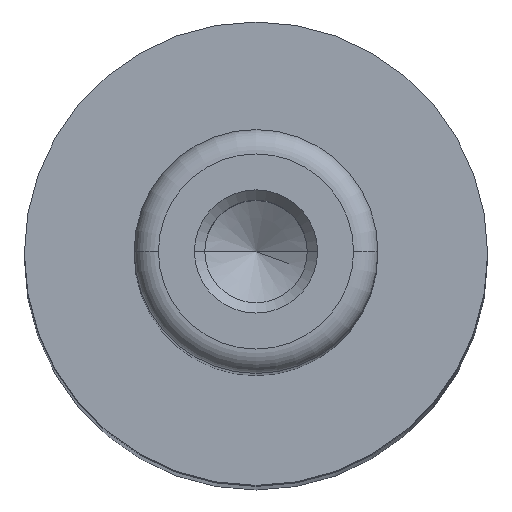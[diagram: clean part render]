
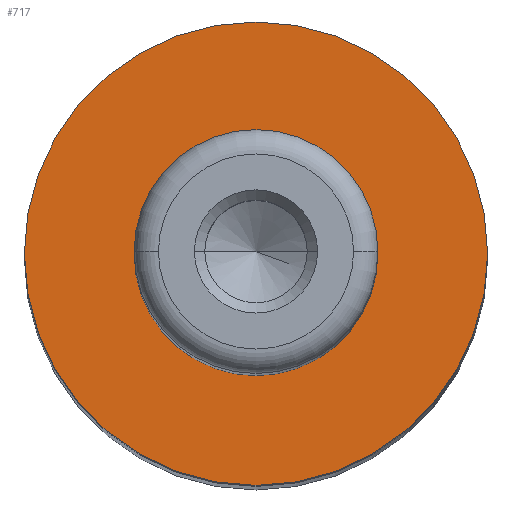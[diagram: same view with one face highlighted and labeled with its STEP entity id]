
A CAD part, top view. The second image highlights one B-rep face of the part: STEP entity #717.
In plain terms, the highlighted planar face has unit normal (0, 0, 1).
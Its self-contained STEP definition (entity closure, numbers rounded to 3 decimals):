
#11 = EDGE_CURVE ( 'NONE', #1150, #206, #494, .T. ) ;
#98 = CARTESIAN_POINT ( 'NONE',  ( 9.5, 0., 108. ) ) ;
#149 = EDGE_CURVE ( 'NONE', #206, #1150, #1029, .T. ) ;
#155 = CARTESIAN_POINT ( 'NONE',  ( 0., 0., 108. ) ) ;
#157 = DIRECTION ( 'NONE',  ( 0., 0., -1. ) ) ;
#195 = DIRECTION ( 'NONE',  ( -1., 0., 0. ) ) ;
#206 = VERTEX_POINT ( 'NONE', #504 ) ;
#230 = AXIS2_PLACEMENT_3D ( 'NONE', #804, #845, #850 ) ;
#241 = DIRECTION ( 'NONE',  ( -1., 0., 0. ) ) ;
#254 = EDGE_CURVE ( 'NONE', #429, #562, #424, .T. ) ;
#284 = AXIS2_PLACEMENT_3D ( 'NONE', #913, #386, #1003 ) ;
#306 = PLANE ( 'NONE',  #405 ) ;
#386 = DIRECTION ( 'NONE',  ( 0., 0., -1. ) ) ;
#404 = DIRECTION ( 'NONE',  ( 0., 0., 1. ) ) ;
#405 = AXIS2_PLACEMENT_3D ( 'NONE', #1103, #404, #1018 ) ;
#424 = CIRCLE ( 'NONE', #705, 9.5 ) ;
#429 = VERTEX_POINT ( 'NONE', #500 ) ;
#455 = FACE_OUTER_BOUND ( 'NONE', #1096, .T. ) ;
#494 = CIRCLE ( 'NONE', #230, 5. ) ;
#500 = CARTESIAN_POINT ( 'NONE',  ( -9.5, 0., 108. ) ) ;
#504 = CARTESIAN_POINT ( 'NONE',  ( -5., 0., 108. ) ) ;
#540 = ORIENTED_EDGE ( 'NONE', *, *, #149, .T. ) ;
#562 = VERTEX_POINT ( 'NONE', #98 ) ;
#608 = EDGE_CURVE ( 'NONE', #562, #429, #758, .T. ) ;
#634 = ORIENTED_EDGE ( 'NONE', *, *, #608, .F. ) ;
#656 = FACE_BOUND ( 'NONE', #736, .T. ) ;
#705 = AXIS2_PLACEMENT_3D ( 'NONE', #155, #778, #241 ) ;
#717 = ADVANCED_FACE ( 'NONE', ( #656, #455 ), #306, .T. ) ;
#736 = EDGE_LOOP ( 'NONE', ( #540, #1085 ) ) ;
#758 = CIRCLE ( 'NONE', #284, 9.5 ) ;
#759 = AXIS2_PLACEMENT_3D ( 'NONE', #944, #157, #195 ) ;
#778 = DIRECTION ( 'NONE',  ( 0., 0., -1. ) ) ;
#804 = CARTESIAN_POINT ( 'NONE',  ( 0., 0., 108. ) ) ;
#845 = DIRECTION ( 'NONE',  ( 0., 0., -1. ) ) ;
#850 = DIRECTION ( 'NONE',  ( -1., 0., 0. ) ) ;
#908 = ORIENTED_EDGE ( 'NONE', *, *, #254, .F. ) ;
#913 = CARTESIAN_POINT ( 'NONE',  ( 0., 0., 108. ) ) ;
#944 = CARTESIAN_POINT ( 'NONE',  ( 0., 0., 108. ) ) ;
#1003 = DIRECTION ( 'NONE',  ( -1., 0., 0. ) ) ;
#1018 = DIRECTION ( 'NONE',  ( 1., 0., 0. ) ) ;
#1029 = CIRCLE ( 'NONE', #759, 5. ) ;
#1085 = ORIENTED_EDGE ( 'NONE', *, *, #11, .T. ) ;
#1096 = EDGE_LOOP ( 'NONE', ( #908, #634 ) ) ;
#1103 = CARTESIAN_POINT ( 'NONE',  ( -5., 0., 108. ) ) ;
#1150 = VERTEX_POINT ( 'NONE', #1157 ) ;
#1157 = CARTESIAN_POINT ( 'NONE',  ( 5., 0., 108. ) ) ;
